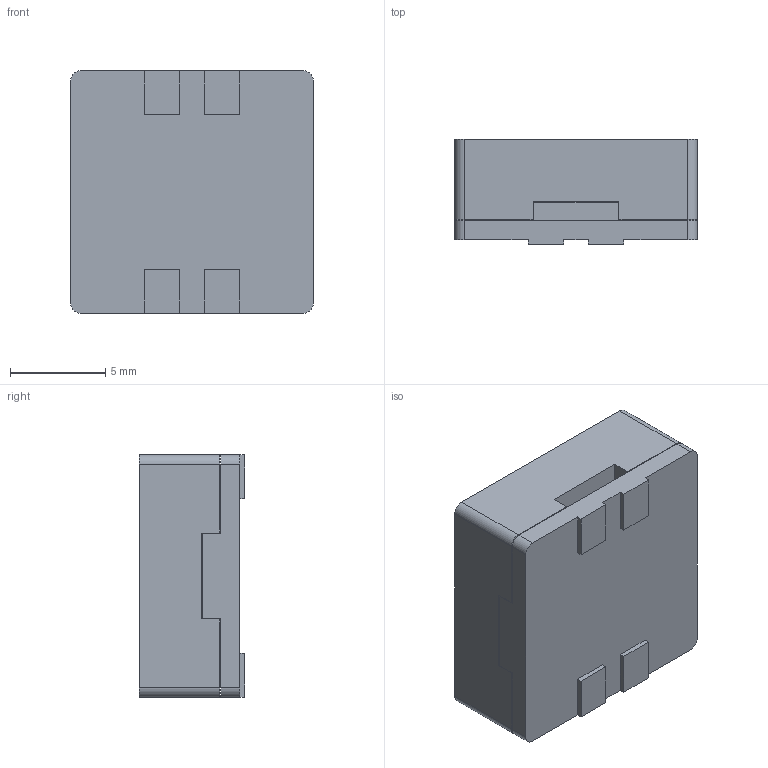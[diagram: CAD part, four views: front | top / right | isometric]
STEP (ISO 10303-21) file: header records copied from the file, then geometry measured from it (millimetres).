
FILE_DESCRIPTION((''),'2;1');
FILE_NAME('SRR1205','2012-07-12T',('ryans'),('Bourns, Inc.'),'PRO/ENGINEER BY PARAMETRIC TECHNOLOGY CORPORATION, 2010100','PRO/ENGINEER BY PARAMETRIC TECHNOLOGY CORPORATION, 2010100','');
FILE_SCHEMA(('CONFIG_CONTROL_DESIGN'));
Length unit declared in the file: millimetre
Products named in the file (1): SRR1205
Bounding box: 12.7 x 5.5 x 12.7 mm (x, y, z)
Volume: 735.6 mm3; surface area: 1109.2 mm2
Topology: 2 solids, 2 shells, 70 faces, 190 edges, 126 vertices
Faces by surface type: plane 46, cylinder 18, torus 4, cone 2
Entity records: 2284 total; most frequent: CARTESIAN_POINT 450, ORIENTED_EDGE 380, DIRECTION 364, EDGE_CURVE 190, VECTOR 140, LINE 140, VERTEX_POINT 126, AXIS2_PLACEMENT_3D 112
